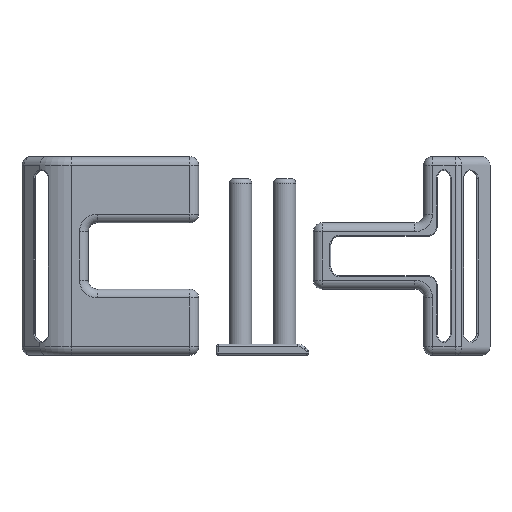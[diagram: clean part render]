
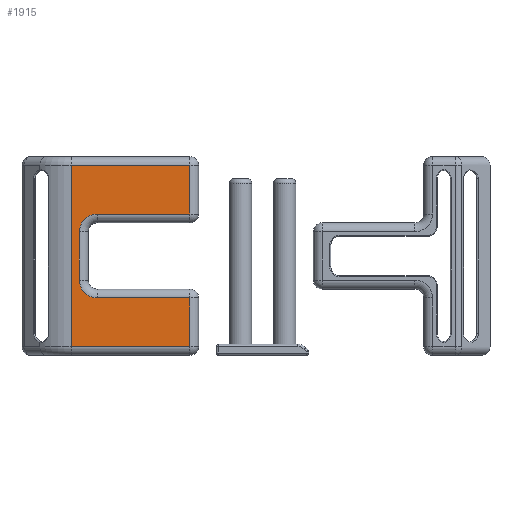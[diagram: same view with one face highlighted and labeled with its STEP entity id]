
A CAD part, top view. The second image highlights one B-rep face of the part: STEP entity #1915.
In plain terms, the highlighted planar face has unit normal (0, 0, 1).
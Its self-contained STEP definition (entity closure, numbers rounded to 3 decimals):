
#1288=CARTESIAN_POINT('',(14.142,2.,10.));
#1289=VERTEX_POINT('',#1288);
#1297=CARTESIAN_POINT('',(14.142,43.,10.));
#1298=VERTEX_POINT('',#1297);
#1299=CARTESIAN_POINT('',(14.142,43.,10.));
#1300=DIRECTION('',(0.,-1.,0.));
#1301=VECTOR('',#1300,41.);
#1302=LINE('',#1299,#1301);
#1303=EDGE_CURVE('',#1298,#1289,#1302,.T.);
#1835=CARTESIAN_POINT('',(-27.,0.,10.));
#1836=DIRECTION('',(0.,0.,1.));
#1837=DIRECTION('',(1.,0.,0.));
#1838=AXIS2_PLACEMENT_3D('',#1835,#1836,#1837);
#1839=PLANE('',#1838);
#1840=ORIENTED_EDGE('',*,*,#1303,.T.);
#1841=CARTESIAN_POINT('',(41.,2.,10.));
#1842=VERTEX_POINT('',#1841);
#1843=CARTESIAN_POINT('',(14.142,2.,10.));
#1844=DIRECTION('',(1.,0.,-0.));
#1845=VECTOR('',#1844,26.858);
#1846=LINE('',#1843,#1845);
#1847=EDGE_CURVE('',#1289,#1842,#1846,.T.);
#1848=ORIENTED_EDGE('',*,*,#1847,.T.);
#1849=CARTESIAN_POINT('',(41.,13.,10.));
#1850=VERTEX_POINT('',#1849);
#1851=CARTESIAN_POINT('',(41.,2.,10.));
#1852=DIRECTION('',(0.,1.,0.));
#1853=VECTOR('',#1852,11.);
#1854=LINE('',#1851,#1853);
#1855=EDGE_CURVE('',#1842,#1850,#1854,.T.);
#1856=ORIENTED_EDGE('',*,*,#1855,.T.);
#1857=CARTESIAN_POINT('',(20.,13.,10.));
#1858=VERTEX_POINT('',#1857);
#1859=CARTESIAN_POINT('',(41.,13.,10.));
#1860=DIRECTION('',(-1.,-0.,0.));
#1861=VECTOR('',#1860,21.);
#1862=LINE('',#1859,#1861);
#1863=EDGE_CURVE('',#1850,#1858,#1862,.T.);
#1864=ORIENTED_EDGE('',*,*,#1863,.T.);
#1865=CARTESIAN_POINT('',(16.,17.,10.));
#1866=VERTEX_POINT('',#1865);
#1867=CARTESIAN_POINT('',(20.,17.,10.));
#1868=DIRECTION('',(-0.,-0.,-1.));
#1869=DIRECTION('',(1.,0.,-0.));
#1870=AXIS2_PLACEMENT_3D('',#1867,#1868,#1869);
#1871=CIRCLE('',#1870,4.);
#1872=EDGE_CURVE('',#1858,#1866,#1871,.T.);
#1873=ORIENTED_EDGE('',*,*,#1872,.T.);
#1874=CARTESIAN_POINT('',(16.,28.,10.));
#1875=VERTEX_POINT('',#1874);
#1876=CARTESIAN_POINT('',(16.,17.,10.));
#1877=DIRECTION('',(-0.,1.,-0.));
#1878=VECTOR('',#1877,11.);
#1879=LINE('',#1876,#1878);
#1880=EDGE_CURVE('',#1866,#1875,#1879,.T.);
#1881=ORIENTED_EDGE('',*,*,#1880,.T.);
#1882=CARTESIAN_POINT('',(20.,32.,10.));
#1883=VERTEX_POINT('',#1882);
#1884=CARTESIAN_POINT('',(20.,28.,10.));
#1885=DIRECTION('',(-0.,-0.,-1.));
#1886=DIRECTION('',(1.,0.,-0.));
#1887=AXIS2_PLACEMENT_3D('',#1884,#1885,#1886);
#1888=CIRCLE('',#1887,4.);
#1889=EDGE_CURVE('',#1875,#1883,#1888,.T.);
#1890=ORIENTED_EDGE('',*,*,#1889,.T.);
#1891=CARTESIAN_POINT('',(41.,32.,10.));
#1892=VERTEX_POINT('',#1891);
#1893=CARTESIAN_POINT('',(20.,32.,10.));
#1894=DIRECTION('',(1.,0.,-0.));
#1895=VECTOR('',#1894,21.);
#1896=LINE('',#1893,#1895);
#1897=EDGE_CURVE('',#1883,#1892,#1896,.T.);
#1898=ORIENTED_EDGE('',*,*,#1897,.T.);
#1899=CARTESIAN_POINT('',(41.,43.,10.));
#1900=VERTEX_POINT('',#1899);
#1901=CARTESIAN_POINT('',(41.,32.,10.));
#1902=DIRECTION('',(0.,1.,0.));
#1903=VECTOR('',#1902,11.);
#1904=LINE('',#1901,#1903);
#1905=EDGE_CURVE('',#1892,#1900,#1904,.T.);
#1906=ORIENTED_EDGE('',*,*,#1905,.T.);
#1907=CARTESIAN_POINT('',(41.,43.,10.));
#1908=DIRECTION('',(-1.,0.,0.));
#1909=VECTOR('',#1908,26.858);
#1910=LINE('',#1907,#1909);
#1911=EDGE_CURVE('',#1900,#1298,#1910,.T.);
#1912=ORIENTED_EDGE('',*,*,#1911,.T.);
#1913=EDGE_LOOP('',(#1840,#1848,#1856,#1864,#1873,#1881,#1890,#1898,#1906,#1912));
#1914=FACE_BOUND('',#1913,.T.);
#1915=ADVANCED_FACE('',(#1914),#1839,.T.);
